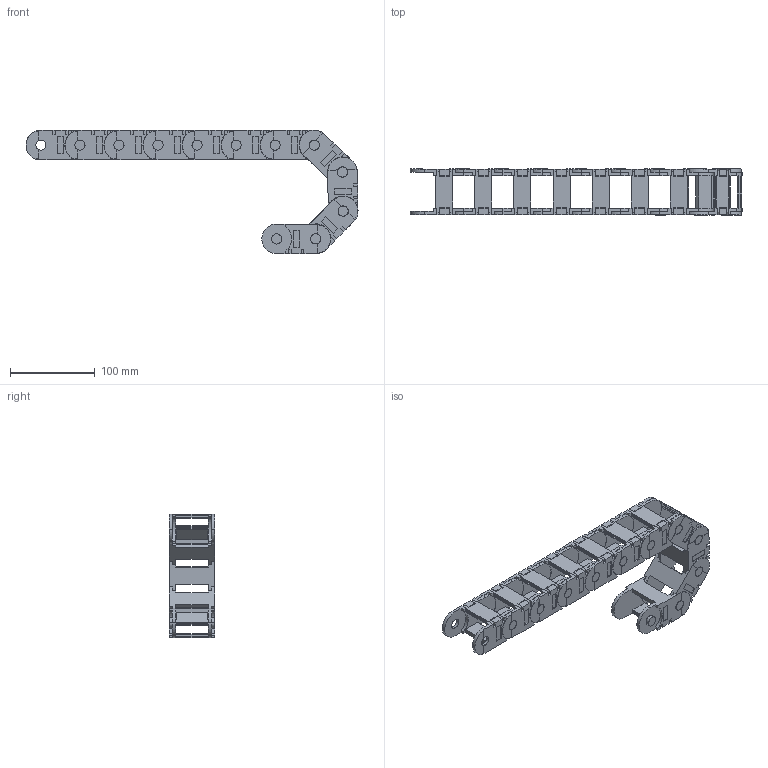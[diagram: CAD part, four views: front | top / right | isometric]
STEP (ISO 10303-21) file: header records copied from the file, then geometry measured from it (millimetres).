
FILE_DESCRIPTION (( 'STEP AP203' ), '1' );
FILE_NAME ('4409T512.step', '2014-06-24T16:06:06', ( '' ), ( '' ), 'SwSTEP 2.0', 'SolidWorks 2010', '' );
FILE_SCHEMA (( 'CONFIG_CONTROL_DESIGN' ));
Length unit declared in the file: inch
Products named in the file (1): 4409T512
Bounding box: 391.07 x 54.14 x 145.53 mm (x, y, z)
Volume: 345083.2 mm3; surface area: 188624.7 mm2
Topology: 11 solids, 11 shells, 1254 faces, 3916 edges, 2552 vertices
Faces by surface type: plane 990, cylinder 264
Entity records: 43403 total; most frequent: ORIENTED_EDGE 7832, CARTESIAN_POINT 7723, DIRECTION 7042, EDGE_CURVE 3916, LINE 3300, VECTOR 3300, VERTEX_POINT 2552, AXIS2_PLACEMENT_3D 1871
